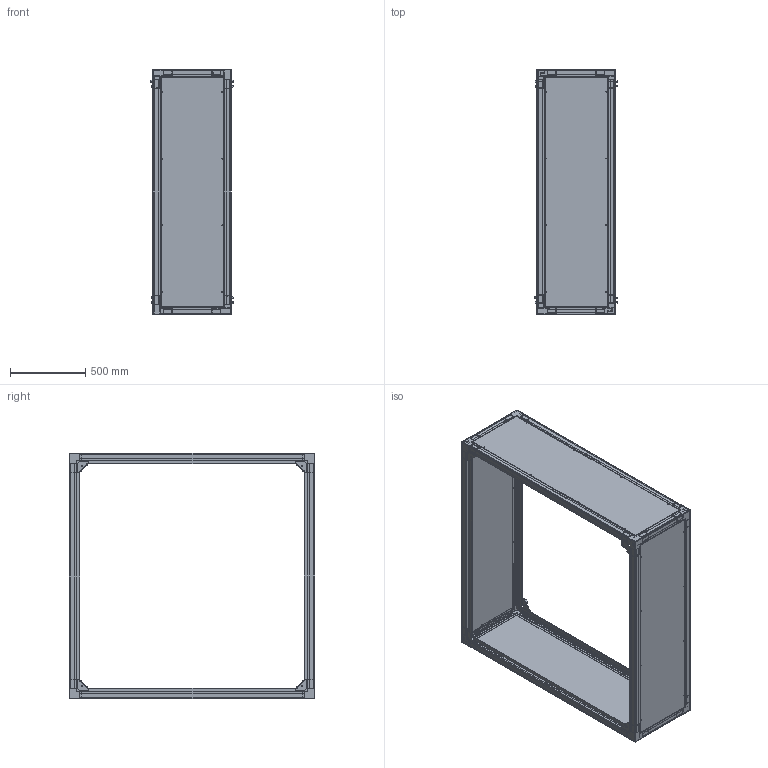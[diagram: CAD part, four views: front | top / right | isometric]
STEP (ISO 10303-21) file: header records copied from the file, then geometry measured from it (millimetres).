
FILE_DESCRIPTION (( 'STEP AP203' ), '1' );
FILE_NAME ('34030_Leergehäuse Gr.3.STEP', '2025-07-09T10:41:19', ( '' ), ( '' ), 'SwSTEP 2.0', 'SolidWorks 2019', '' );
FILE_SCHEMA (( 'CONFIG_CONTROL_DESIGN' ));
Products named in the file (1): 34030_Leergehäuse Gr.3
Bounding box: 545.92 x 1630 x 1630 mm (x, y, z)
Volume: 12697953.8 mm3; surface area: 18813530.9 mm2
Topology: 36 solids, 36 shells, 3112 faces, 7914 edges, 4882 vertices
Faces by surface type: plane 1734, cylinder 1162, sphere 136, bspline 80
Entity records: 98471 total; most frequent: CARTESIAN_POINT 25025, ORIENTED_EDGE 15760, DIRECTION 14462, EDGE_CURVE 7880, VECTOR 5524, LINE 5524, VERTEX_POINT 4880, AXIS2_PLACEMENT_3D 4469
